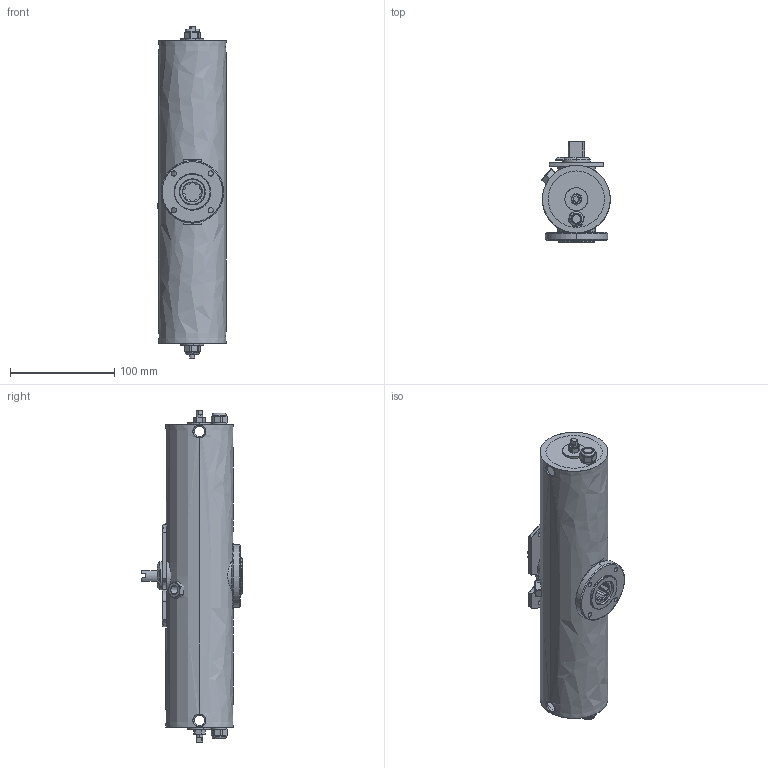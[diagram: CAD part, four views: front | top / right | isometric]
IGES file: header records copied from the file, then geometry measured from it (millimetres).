
Start section: SolidWorks IGES file using analytic representation for surfaces
Global section: file name: 018627.IGS; native system: SolidWorks 2018; preprocessor: SolidWorks 2018; author: sara.marklund; date: 180821.143816; units: millimetre
Bounding box: 65.67 x 96.6 x 318.4 mm (x, y, z)
Surface area: 82839 mm2 (no closed solid volume)
Topology: 0 solids, 0 shells, 328 faces, 5051 edges, 5047 vertices
Faces by surface type: bspline 180, revolution 148
